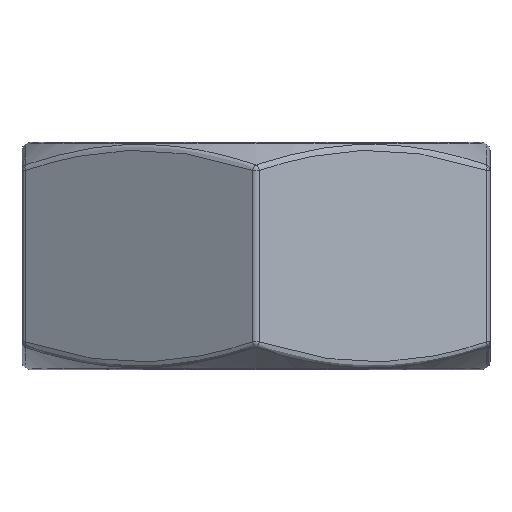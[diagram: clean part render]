
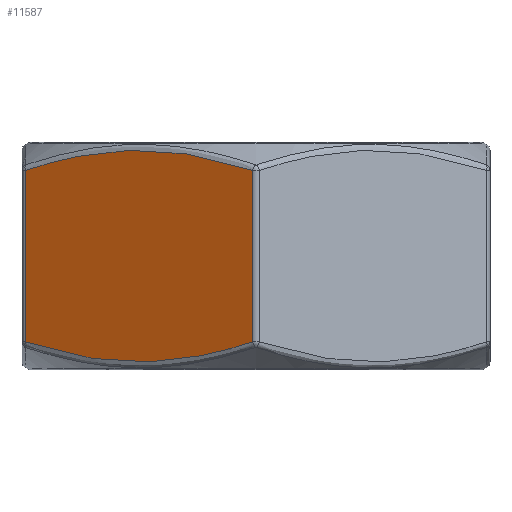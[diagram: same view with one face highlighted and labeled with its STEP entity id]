
A CAD part, front view. The second image highlights one B-rep face of the part: STEP entity #11587.
In plain terms, the highlighted planar face has unit normal (-0.5, -0.866, 0).
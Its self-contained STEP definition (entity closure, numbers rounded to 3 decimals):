
#416 = CARTESIAN_POINT ( 'NONE',  ( -34.5, -20.496, 4.191 ) ) ;
#798 = VECTOR ( 'NONE', #10208, 1000. ) ;
#853 = CARTESIAN_POINT ( 'NONE',  ( -16.022, -31.164, 1.174 ) ) ;
#1397 = VERTEX_POINT ( 'NONE', #5249 ) ;
#1938 = CARTESIAN_POINT ( 'NONE',  ( -18.91, -29.497, 1.154 ) ) ;
#1946 = EDGE_CURVE ( 'NONE', #12857, #1397, #7723, .T. ) ;
#2063 = DIRECTION ( 'NONE',  ( -0.5, -0.866, 0. ) ) ;
#2163 = CARTESIAN_POINT ( 'NONE',  ( -11.718, -33.649, 1.507 ) ) ;
#2977 = ORIENTED_EDGE ( 'NONE', *, *, #10257, .T. ) ;
#2996 = LINE ( 'NONE', #6227, #5073 ) ;
#3185 = CARTESIAN_POINT ( 'NONE',  ( -6.06, -36.916, 2.507 ) ) ;
#3230 = CARTESIAN_POINT ( 'NONE',  ( -35., -20.207, 0. ) ) ;
#3334 = CARTESIAN_POINT ( 'NONE',  ( -31.727, -22.097, 3.267 ) ) ;
#3395 = CARTESIAN_POINT ( 'NONE',  ( -31.721, -22.101, 30.735 ) ) ;
#3412 = CARTESIAN_POINT ( 'NONE',  ( -14.582, -31.996, 1.245 ) ) ;
#3475 = CARTESIAN_POINT ( 'NONE',  ( -14.577, -31.999, 32.843 ) ) ;
#4077 = VERTEX_POINT ( 'NONE', #7397 ) ;
#4276 = CARTESIAN_POINT ( 'NONE',  ( -3.268, -38.527, 3.269 ) ) ;
#4368 = EDGE_LOOP ( 'NONE', ( #8046, #14689, #15240, #2977 ) ) ;
#4416 = CARTESIAN_POINT ( 'NONE',  ( -28.926, -23.714, 2.502 ) ) ;
#4467 = CARTESIAN_POINT ( 'NONE',  ( -23.237, -26.999, 32.499 ) ) ;
#4771 = CARTESIAN_POINT ( 'NONE',  ( -18.916, -29.493, 32.829 ) ) ;
#5073 = VECTOR ( 'NONE', #14628, 1000. ) ;
#5249 = CARTESIAN_POINT ( 'NONE',  ( -0.5, -40.126, 4.191 ) ) ;
#5515 = CARTESIAN_POINT ( 'NONE',  ( -0.5, -40.126, 0. ) ) ;
#6227 = CARTESIAN_POINT ( 'NONE',  ( -34.5, -20.496, 0. ) ) ;
#6756 = DIRECTION ( 'NONE',  ( 0.866, -0.5, 0. ) ) ;
#6858 = CARTESIAN_POINT ( 'NONE',  ( -0.5, -40.126, 4.191 ) ) ;
#6931 = CARTESIAN_POINT ( 'NONE',  ( -24.662, -26.176, 1.707 ) ) ;
#7397 = CARTESIAN_POINT ( 'NONE',  ( -0.5, -40.126, 29.809 ) ) ;
#7723 = B_SPLINE_CURVE_WITH_KNOTS ( 'NONE', 3,
 ( #7796, #3334, #4416, #6931, #10202, #8960, #1938, #13748, #853, #3412, #11589, #2163, #12514, #3185, #4276, #6858 ),
 .UNSPECIFIED., .F., .F.,
 ( 4, 2, 2, 2, 2, 2, 2, 4 ),
 ( 0., 0.01, 0.015, 0.02, 0.022, 0.025, 0.03, 0.04 ),
 .UNSPECIFIED. ) ;
#7796 = CARTESIAN_POINT ( 'NONE',  ( -34.5, -20.496, 4.191 ) ) ;
#7843 = FACE_OUTER_BOUND ( 'NONE', #4368, .T. ) ;
#8046 = ORIENTED_EDGE ( 'NONE', *, *, #9287, .T. ) ;
#8077 = CARTESIAN_POINT ( 'NONE',  ( -28.918, -23.719, 31.499 ) ) ;
#8149 = CARTESIAN_POINT ( 'NONE',  ( -34.5, -20.496, 29.809 ) ) ;
#8960 = CARTESIAN_POINT ( 'NONE',  ( -20.351, -28.665, 1.224 ) ) ;
#9253 = CARTESIAN_POINT ( 'NONE',  ( -11.722, -33.647, 32.553 ) ) ;
#9287 = EDGE_CURVE ( 'NONE', #9375, #12857, #2996, .T. ) ;
#9375 = VERTEX_POINT ( 'NONE', #13717 ) ;
#10202 = CARTESIAN_POINT ( 'NONE',  ( -23.227, -27.004, 1.5 ) ) ;
#10208 = DIRECTION ( 'NONE',  ( 0., 0., 1. ) ) ;
#10248 = PLANE ( 'NONE',  #11884 ) ;
#10257 = EDGE_CURVE ( 'NONE', #4077, #9375, #13146, .T. ) ;
#11325 = EDGE_CURVE ( 'NONE', #1397, #4077, #13531, .T. ) ;
#11587 = ADVANCED_FACE ( 'NONE', ( #7843 ), #10248, .T. ) ;
#11589 = CARTESIAN_POINT ( 'NONE',  ( -13.864, -32.41, 1.298 ) ) ;
#11727 = CARTESIAN_POINT ( 'NONE',  ( -3.276, -38.523, 30.734 ) ) ;
#11884 = AXIS2_PLACEMENT_3D ( 'NONE', #3230, #2063, #6756 ) ;
#12514 = CARTESIAN_POINT ( 'NONE',  ( -10.297, -34.469, 1.713 ) ) ;
#12723 = CARTESIAN_POINT ( 'NONE',  ( -24.664, -26.175, 32.293 ) ) ;
#12804 = CARTESIAN_POINT ( 'NONE',  ( -20.362, -28.659, 32.759 ) ) ;
#12857 = VERTEX_POINT ( 'NONE', #416 ) ;
#13024 = CARTESIAN_POINT ( 'NONE',  ( -18.19, -29.913, 32.846 ) ) ;
#13146 = B_SPLINE_CURVE_WITH_KNOTS ( 'NONE', 3,
 ( #15178, #11727, #14015, #9253, #3475, #13024, #4771, #12804, #13953, #4467, #12723, #8077, #3395, #8149 ),
 .UNSPECIFIED., .F., .F.,
 ( 4, 2, 2, 2, 2, 2, 4 ),
 ( 0., 0.01, 0.02, 0.022, 0.025, 0.03, 0.04 ),
 .UNSPECIFIED. ) ;
#13531 = LINE ( 'NONE', #5515, #798 ) ;
#13717 = CARTESIAN_POINT ( 'NONE',  ( -34.5, -20.496, 29.809 ) ) ;
#13748 = CARTESIAN_POINT ( 'NONE',  ( -16.745, -30.747, 1.155 ) ) ;
#13953 = CARTESIAN_POINT ( 'NONE',  ( -21.083, -28.243, 32.706 ) ) ;
#14015 = CARTESIAN_POINT ( 'NONE',  ( -6.072, -36.909, 31.496 ) ) ;
#14628 = DIRECTION ( 'NONE',  ( 0., 0., -1. ) ) ;
#14689 = ORIENTED_EDGE ( 'NONE', *, *, #1946, .T. ) ;
#15178 = CARTESIAN_POINT ( 'NONE',  ( -0.5, -40.126, 29.809 ) ) ;
#15240 = ORIENTED_EDGE ( 'NONE', *, *, #11325, .T. ) ;
